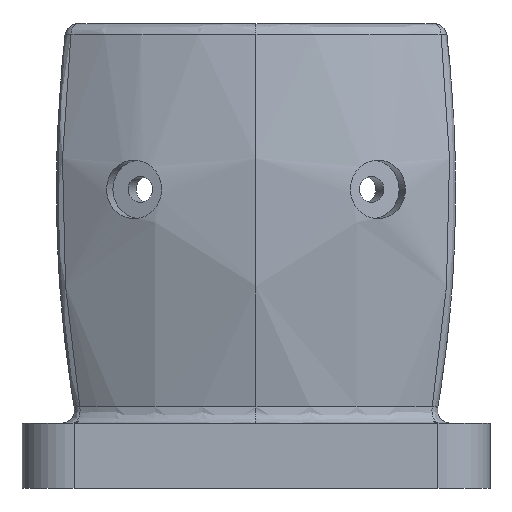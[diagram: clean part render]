
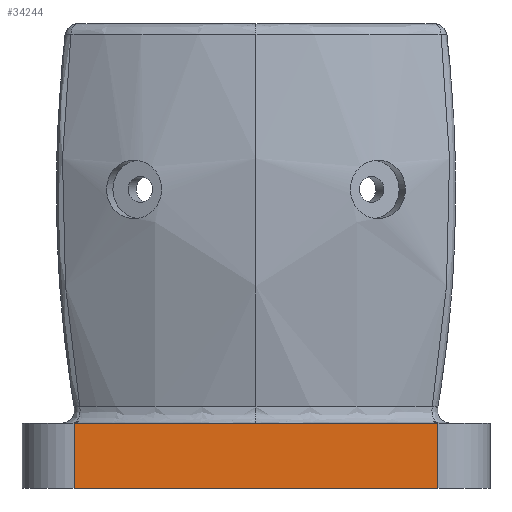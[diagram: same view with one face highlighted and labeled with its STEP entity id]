
A CAD part, front view. The second image highlights one B-rep face of the part: STEP entity #34244.
In plain terms, the highlighted planar face has unit normal (0, -1, 0).
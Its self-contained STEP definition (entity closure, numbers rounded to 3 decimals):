
#43 = CYLINDRICAL_SURFACE('',#44,8.);
#44 = AXIS2_PLACEMENT_3D('',#45,#46,#47);
#45 = CARTESIAN_POINT('',(-28.,-44.8,-36.));
#46 = DIRECTION('',(0.,0.,1.));
#47 = DIRECTION('',(1.,0.,0.));
#68 = VERTEX_POINT('',#69);
#69 = CARTESIAN_POINT('',(-28.,-52.8,-46.));
#84 = PLANE('',#85);
#85 = AXIS2_PLACEMENT_3D('',#86,#87,#88);
#86 = CARTESIAN_POINT('',(-36.,44.8,-46.));
#87 = DIRECTION('',(0.,0.,-1.));
#88 = DIRECTION('',(-1.,0.,0.));
#100 = EDGE_CURVE('',#101,#68,#103,.T.);
#101 = VERTEX_POINT('',#102);
#102 = CARTESIAN_POINT('',(-28.,-52.8,-36.));
#103 = SURFACE_CURVE('',#104,(#108,#115),.PCURVE_S1.);
#104 = LINE('',#105,#106);
#105 = CARTESIAN_POINT('',(-28.,-52.8,-36.));
#106 = VECTOR('',#107,1.);
#107 = DIRECTION('',(0.,0.,-1.));
#108 = PCURVE('',#43,#109);
#109 = DEFINITIONAL_REPRESENTATION('',(#110),#114);
#110 = LINE('',#111,#112);
#111 = CARTESIAN_POINT('',(4.712,0.));
#112 = VECTOR('',#113,1.);
#113 = DIRECTION('',(0.,-1.));
#114 = ( GEOMETRIC_REPRESENTATION_CONTEXT(2) 
PARAMETRIC_REPRESENTATION_CONTEXT() REPRESENTATION_CONTEXT('2D SPACE',''
  ) );
#115 = PCURVE('',#116,#121);
#116 = PLANE('',#117);
#117 = AXIS2_PLACEMENT_3D('',#118,#119,#120);
#118 = CARTESIAN_POINT('',(0.,-52.8,-36.));
#119 = DIRECTION('',(0.,1.,0.));
#120 = DIRECTION('',(0.,0.,1.));
#121 = DEFINITIONAL_REPRESENTATION('',(#122),#126);
#122 = LINE('',#123,#124);
#123 = CARTESIAN_POINT('',(0.,-28.));
#124 = VECTOR('',#125,1.);
#125 = DIRECTION('',(-1.,0.));
#126 = ( GEOMETRIC_REPRESENTATION_CONTEXT(2) 
PARAMETRIC_REPRESENTATION_CONTEXT() REPRESENTATION_CONTEXT('2D SPACE',''
  ) );
#143 = PLANE('',#144);
#144 = AXIS2_PLACEMENT_3D('',#145,#146,#147);
#145 = CARTESIAN_POINT('',(-36.,44.8,-36.));
#146 = DIRECTION('',(0.,0.,-1.));
#147 = DIRECTION('',(-1.,0.,0.));
#186 = EDGE_CURVE('',#187,#101,#189,.T.);
#187 = VERTEX_POINT('',#188);
#188 = CARTESIAN_POINT('',(28.,-52.8,-36.));
#189 = SURFACE_CURVE('',#190,(#194,#201),.PCURVE_S1.);
#190 = LINE('',#191,#192);
#191 = CARTESIAN_POINT('',(0.,-52.8,-36.));
#192 = VECTOR('',#193,1.);
#193 = DIRECTION('',(-1.,0.,0.));
#194 = PCURVE('',#143,#195);
#195 = DEFINITIONAL_REPRESENTATION('',(#196),#200);
#196 = LINE('',#197,#198);
#197 = CARTESIAN_POINT('',(-36.,-97.6));
#198 = VECTOR('',#199,1.);
#199 = DIRECTION('',(1.,0.));
#200 = ( GEOMETRIC_REPRESENTATION_CONTEXT(2) 
PARAMETRIC_REPRESENTATION_CONTEXT() REPRESENTATION_CONTEXT('2D SPACE',''
  ) );
#201 = PCURVE('',#116,#202);
#202 = DEFINITIONAL_REPRESENTATION('',(#203),#207);
#203 = LINE('',#204,#205);
#204 = CARTESIAN_POINT('',(0.,0.));
#205 = VECTOR('',#206,1.);
#206 = DIRECTION('',(0.,-1.));
#207 = ( GEOMETRIC_REPRESENTATION_CONTEXT(2) 
PARAMETRIC_REPRESENTATION_CONTEXT() REPRESENTATION_CONTEXT('2D SPACE',''
  ) );
#226 = CYLINDRICAL_SURFACE('',#227,8.);
#227 = AXIS2_PLACEMENT_3D('',#228,#229,#230);
#228 = CARTESIAN_POINT('',(28.,-44.8,-36.));
#229 = DIRECTION('',(0.,0.,1.));
#230 = DIRECTION('',(-1.,0.,0.));
#8005 = VERTEX_POINT('',#8006);
#8006 = CARTESIAN_POINT('',(28.,-52.8,-46.));
#8028 = EDGE_CURVE('',#187,#8005,#8029,.T.);
#8029 = SURFACE_CURVE('',#8030,(#8034,#8041),.PCURVE_S1.);
#8030 = LINE('',#8031,#8032);
#8031 = CARTESIAN_POINT('',(28.,-52.8,-36.));
#8032 = VECTOR('',#8033,1.);
#8033 = DIRECTION('',(0.,0.,-1.));
#8034 = PCURVE('',#226,#8035);
#8035 = DEFINITIONAL_REPRESENTATION('',(#8036),#8040);
#8036 = LINE('',#8037,#8038);
#8037 = CARTESIAN_POINT('',(-4.712,0.));
#8038 = VECTOR('',#8039,1.);
#8039 = DIRECTION('',(-0.,-1.));
#8040 = ( GEOMETRIC_REPRESENTATION_CONTEXT(2) 
PARAMETRIC_REPRESENTATION_CONTEXT() REPRESENTATION_CONTEXT('2D SPACE',''
  ) );
#8041 = PCURVE('',#116,#8042);
#8042 = DEFINITIONAL_REPRESENTATION('',(#8043),#8047);
#8043 = LINE('',#8044,#8045);
#8044 = CARTESIAN_POINT('',(0.,28.));
#8045 = VECTOR('',#8046,1.);
#8046 = DIRECTION('',(-1.,0.));
#8047 = ( GEOMETRIC_REPRESENTATION_CONTEXT(2) 
PARAMETRIC_REPRESENTATION_CONTEXT() REPRESENTATION_CONTEXT('2D SPACE',''
  ) );
#34244 = ADVANCED_FACE('',(#34245),#116,.F.);
#34245 = FACE_BOUND('',#34246,.T.);
#34246 = EDGE_LOOP('',(#34247,#34248,#34249,#34270));
#34247 = ORIENTED_EDGE('',*,*,#186,.T.);
#34248 = ORIENTED_EDGE('',*,*,#100,.T.);
#34249 = ORIENTED_EDGE('',*,*,#34250,.F.);
#34250 = EDGE_CURVE('',#8005,#68,#34251,.T.);
#34251 = SURFACE_CURVE('',#34252,(#34256,#34263),.PCURVE_S1.);
#34252 = LINE('',#34253,#34254);
#34253 = CARTESIAN_POINT('',(0.,-52.8,-46.));
#34254 = VECTOR('',#34255,1.);
#34255 = DIRECTION('',(-1.,0.,0.));
#34256 = PCURVE('',#116,#34257);
#34257 = DEFINITIONAL_REPRESENTATION('',(#34258),#34262);
#34258 = LINE('',#34259,#34260);
#34259 = CARTESIAN_POINT('',(-10.,0.));
#34260 = VECTOR('',#34261,1.);
#34261 = DIRECTION('',(0.,-1.));
#34262 = ( GEOMETRIC_REPRESENTATION_CONTEXT(2) 
PARAMETRIC_REPRESENTATION_CONTEXT() REPRESENTATION_CONTEXT('2D SPACE',''
  ) );
#34263 = PCURVE('',#84,#34264);
#34264 = DEFINITIONAL_REPRESENTATION('',(#34265),#34269);
#34265 = LINE('',#34266,#34267);
#34266 = CARTESIAN_POINT('',(-36.,-97.6));
#34267 = VECTOR('',#34268,1.);
#34268 = DIRECTION('',(1.,0.));
#34269 = ( GEOMETRIC_REPRESENTATION_CONTEXT(2) 
PARAMETRIC_REPRESENTATION_CONTEXT() REPRESENTATION_CONTEXT('2D SPACE',''
  ) );
#34270 = ORIENTED_EDGE('',*,*,#8028,.F.);
